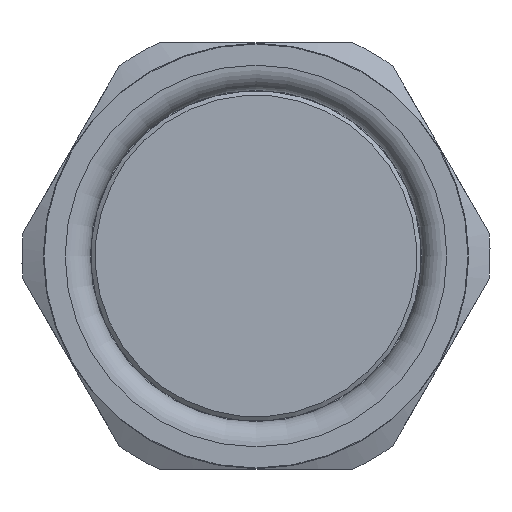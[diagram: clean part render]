
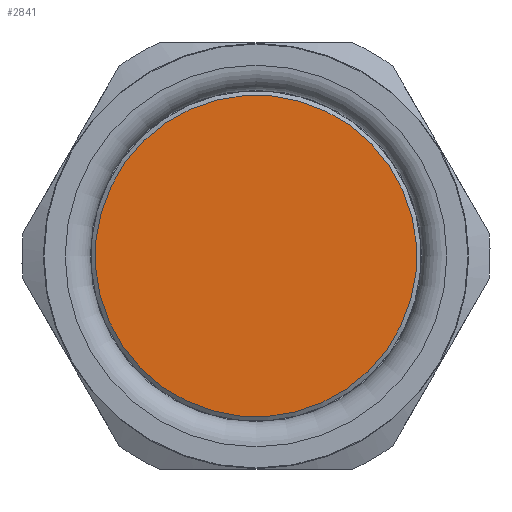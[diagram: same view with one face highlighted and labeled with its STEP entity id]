
A CAD part, left-side view. The second image highlights one B-rep face of the part: STEP entity #2841.
In plain terms, the highlighted face is planar.
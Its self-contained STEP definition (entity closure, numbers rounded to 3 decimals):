
#424=PLANE('',#3312);
#781=FACE_OUTER_BOUND('',#1098,.T.);
#1098=EDGE_LOOP('',(#2591));
#1290=CIRCLE('',#3311,45.23);
#1549=VERTEX_POINT('',#16093);
#1895=EDGE_CURVE('',#1549,#1549,#1290,.T.);
#2591=ORIENTED_EDGE('',*,*,#1895,.T.);
#2841=ADVANCED_FACE('',(#781),#424,.T.);
#3311=AXIS2_PLACEMENT_3D('',#16094,#4155,#4156);
#3312=AXIS2_PLACEMENT_3D('',#16095,#4157,#4158);
#4155=DIRECTION('center_axis',(1.,0.,0.));
#4156=DIRECTION('ref_axis',(0.,0.,-1.));
#4157=DIRECTION('center_axis',(1.,0.,0.));
#4158=DIRECTION('ref_axis',(0.,0.,-1.));
#16093=CARTESIAN_POINT('',(0.98,45.23,0.));
#16094=CARTESIAN_POINT('Origin',(0.98,0.,0.));
#16095=CARTESIAN_POINT('Origin',(0.98,0.,
0.));
